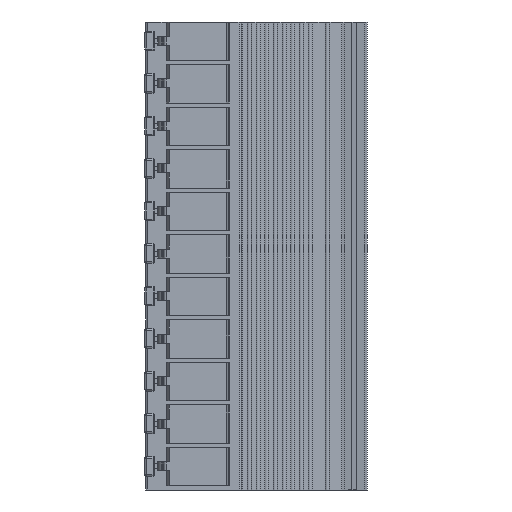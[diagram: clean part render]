
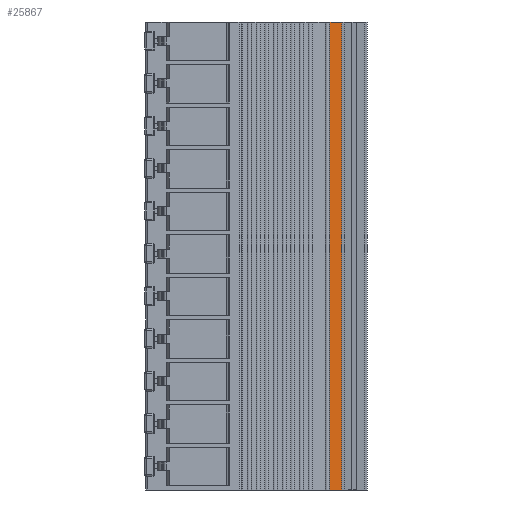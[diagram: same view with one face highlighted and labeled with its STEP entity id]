
A CAD part, front view. The second image highlights one B-rep face of the part: STEP entity #25867.
In plain terms, the highlighted planar face has unit normal (0.707, -0.707, 0).
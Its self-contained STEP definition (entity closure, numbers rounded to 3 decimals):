
#56 = ORIENTED_EDGE ( 'NONE', *, *, #16201, .T. ) ;
#456 = LINE ( 'NONE', #5364, #19910 ) ;
#1286 = CARTESIAN_POINT ( 'NONE',  ( 16.034, 28.017, 5.2 ) ) ;
#2399 = DIRECTION ( 'NONE',  ( 0., 0., -1. ) ) ;
#3114 = CARTESIAN_POINT ( 'NONE',  ( 16.034, 28.017, -52. ) ) ;
#4000 = VERTEX_POINT ( 'NONE', #9485 ) ;
#5119 = VECTOR ( 'NONE', #9438, 1000. ) ;
#5364 = CARTESIAN_POINT ( 'NONE',  ( 5.441, 17.424, -52. ) ) ;
#5670 = DIRECTION ( 'NONE',  ( 0.707, 0.707, 0. ) ) ;
#6583 = CARTESIAN_POINT ( 'NONE',  ( 5.441, 17.424, 0. ) ) ;
#7052 = EDGE_LOOP ( 'NONE', ( #56, #34492, #42950, #38903 ) ) ;
#7747 = EDGE_CURVE ( 'NONE', #32365, #18394, #456, .T. ) ;
#9438 = DIRECTION ( 'NONE',  ( 0.707, 0.707, 0. ) ) ;
#9485 = CARTESIAN_POINT ( 'NONE',  ( 17.582, 29.565, 5.2 ) ) ;
#9526 = PLANE ( 'NONE',  #34139 ) ;
#10234 = LINE ( 'NONE', #35370, #27032 ) ;
#15617 = EDGE_CURVE ( 'NONE', #19096, #4000, #20372, .T. ) ;
#16201 = EDGE_CURVE ( 'NONE', #18394, #4000, #36047, .T. ) ;
#18394 = VERTEX_POINT ( 'NONE', #30221 ) ;
#19096 = VERTEX_POINT ( 'NONE', #1286 ) ;
#19910 = VECTOR ( 'NONE', #5670, 1000. ) ;
#20372 = LINE ( 'NONE', #26177, #5119 ) ;
#22592 = CARTESIAN_POINT ( 'NONE',  ( 17.582, 29.565, 0. ) ) ;
#25867 = ADVANCED_FACE ( 'NONE', ( #26417 ), #9526, .T. ) ;
#26177 = CARTESIAN_POINT ( 'NONE',  ( 16.034, 28.017, 5.2 ) ) ;
#26417 = FACE_OUTER_BOUND ( 'NONE', #7052, .T. ) ;
#27032 = VECTOR ( 'NONE', #2399, 1000. ) ;
#27129 = VECTOR ( 'NONE', #29473, 1000. ) ;
#29473 = DIRECTION ( 'NONE',  ( 0., 0., 1. ) ) ;
#30065 = DIRECTION ( 'NONE',  ( 0.707, -0.707, 0. ) ) ;
#30221 = CARTESIAN_POINT ( 'NONE',  ( 17.582, 29.565, -52. ) ) ;
#32365 = VERTEX_POINT ( 'NONE', #3114 ) ;
#34139 = AXIS2_PLACEMENT_3D ( 'NONE', #6583, #30065, #43149 ) ;
#34492 = ORIENTED_EDGE ( 'NONE', *, *, #15617, .F. ) ;
#35370 = CARTESIAN_POINT ( 'NONE',  ( 16.034, 28.017, 0. ) ) ;
#36047 = LINE ( 'NONE', #22592, #27129 ) ;
#36216 = EDGE_CURVE ( 'NONE', #19096, #32365, #10234, .T. ) ;
#38903 = ORIENTED_EDGE ( 'NONE', *, *, #7747, .T. ) ;
#42950 = ORIENTED_EDGE ( 'NONE', *, *, #36216, .T. ) ;
#43149 = DIRECTION ( 'NONE',  ( 0.707, 0.707, 0. ) ) ;
